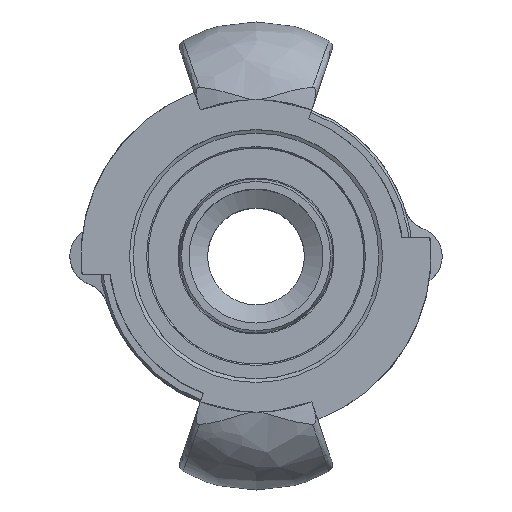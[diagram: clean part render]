
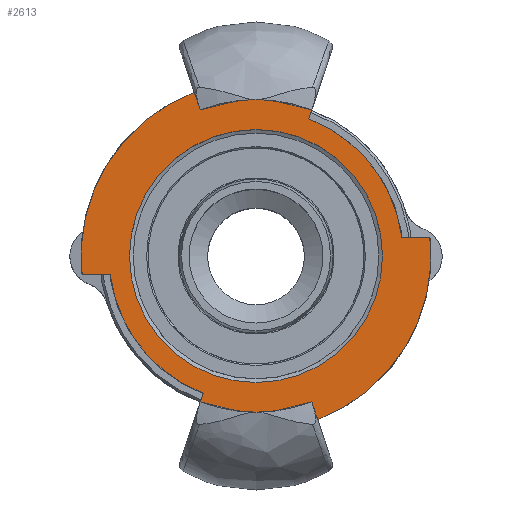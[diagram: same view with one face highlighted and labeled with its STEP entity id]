
A CAD part, top view. The second image highlights one B-rep face of the part: STEP entity #2613.
In plain terms, the highlighted planar face has unit normal (0, 0, 1).
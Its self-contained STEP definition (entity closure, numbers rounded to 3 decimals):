
#211=LINE('',#4939,#334);
#212=LINE('',#4943,#335);
#213=LINE('',#4946,#336);
#214=LINE('',#4948,#337);
#215=LINE('',#4952,#338);
#216=LINE('',#4955,#339);
#334=VECTOR('',#3586,10.);
#335=VECTOR('',#3589,10.);
#336=VECTOR('',#3592,10.);
#337=VECTOR('',#3593,10.);
#338=VECTOR('',#3596,10.);
#339=VECTOR('',#3599,10.);
#453=FACE_BOUND('',#713,.T.);
#556=FACE_OUTER_BOUND('',#712,.T.);
#712=EDGE_LOOP('',(#2150,#2151,#2152,#2153,#2154,#2155,#2156,#2157,#2158,
#2159,#2160,#2161));
#713=EDGE_LOOP('',(#2162,#2163));
#890=CIRCLE('',#2904,17.);
#891=CIRCLE('',#2905,17.);
#902=CIRCLE('',#2920,19.75);
#905=CIRCLE('',#2924,19.75);
#908=CIRCLE('',#2929,25.5);
#909=CIRCLE('',#2930,23.497);
#910=CIRCLE('',#2931,25.5);
#911=CIRCLE('',#2932,23.5);
#1107=VERTEX_POINT('',#4480);
#1108=VERTEX_POINT('',#4481);
#1133=VERTEX_POINT('',#4823);
#1134=VERTEX_POINT('',#4825);
#1140=VERTEX_POINT('',#4873);
#1141=VERTEX_POINT('',#4875);
#1148=VERTEX_POINT('',#4938);
#1149=VERTEX_POINT('',#4940);
#1150=VERTEX_POINT('',#4942);
#1151=VERTEX_POINT('',#4944);
#1152=VERTEX_POINT('',#4947);
#1153=VERTEX_POINT('',#4949);
#1154=VERTEX_POINT('',#4951);
#1155=VERTEX_POINT('',#4953);
#1446=EDGE_CURVE('',#1107,#1108,#890,.T.);
#1447=EDGE_CURVE('',#1108,#1107,#891,.T.);
#1479=EDGE_CURVE('',#1133,#1134,#902,.T.);
#1487=EDGE_CURVE('',#1140,#1141,#905,.T.);
#1495=EDGE_CURVE('',#1148,#1140,#211,.T.);
#1496=EDGE_CURVE('',#1149,#1148,#908,.T.);
#1497=EDGE_CURVE('',#1150,#1149,#212,.T.);
#1498=EDGE_CURVE('',#1150,#1151,#909,.T.);
#1499=EDGE_CURVE('',#1151,#1134,#213,.T.);
#1500=EDGE_CURVE('',#1152,#1133,#214,.T.);
#1501=EDGE_CURVE('',#1153,#1152,#910,.T.);
#1502=EDGE_CURVE('',#1154,#1153,#215,.T.);
#1503=EDGE_CURVE('',#1154,#1155,#911,.T.);
#1504=EDGE_CURVE('',#1155,#1141,#216,.T.);
#2150=ORIENTED_EDGE('',*,*,#1495,.F.);
#2151=ORIENTED_EDGE('',*,*,#1496,.F.);
#2152=ORIENTED_EDGE('',*,*,#1497,.F.);
#2153=ORIENTED_EDGE('',*,*,#1498,.T.);
#2154=ORIENTED_EDGE('',*,*,#1499,.T.);
#2155=ORIENTED_EDGE('',*,*,#1479,.F.);
#2156=ORIENTED_EDGE('',*,*,#1500,.F.);
#2157=ORIENTED_EDGE('',*,*,#1501,.F.);
#2158=ORIENTED_EDGE('',*,*,#1502,.F.);
#2159=ORIENTED_EDGE('',*,*,#1503,.T.);
#2160=ORIENTED_EDGE('',*,*,#1504,.T.);
#2161=ORIENTED_EDGE('',*,*,#1487,.F.);
#2162=ORIENTED_EDGE('',*,*,#1446,.T.);
#2163=ORIENTED_EDGE('',*,*,#1447,.T.);
#2358=PLANE('',#2928);
#2613=ADVANCED_FACE('',(#556,#453),#2358,.F.);
#2904=AXIS2_PLACEMENT_3D('',#4482,#3527,#3528);
#2905=AXIS2_PLACEMENT_3D('',#4483,#3529,#3530);
#2920=AXIS2_PLACEMENT_3D('',#4826,#3563,#3564);
#2924=AXIS2_PLACEMENT_3D('',#4876,#3574,#3575);
#2928=AXIS2_PLACEMENT_3D('',#4937,#3584,#3585);
#2929=AXIS2_PLACEMENT_3D('',#4941,#3587,#3588);
#2930=AXIS2_PLACEMENT_3D('',#4945,#3590,#3591);
#2931=AXIS2_PLACEMENT_3D('',#4950,#3594,#3595);
#2932=AXIS2_PLACEMENT_3D('',#4954,#3597,#3598);
#3527=DIRECTION('center_axis',(0.,0.,
-1.));
#3528=DIRECTION('ref_axis',(0.,-1.,0.));
#3529=DIRECTION('center_axis',(0.,0.,
-1.));
#3530=DIRECTION('ref_axis',(0.,-1.,0.));
#3563=DIRECTION('center_axis',(0.,0.,
-1.));
#3564=DIRECTION('ref_axis',(0.,1.,0.));
#3574=DIRECTION('center_axis',(0.,0.,
-1.));
#3575=DIRECTION('ref_axis',(0.,1.,0.));
#3584=DIRECTION('center_axis',(0.,0.,
-1.));
#3585=DIRECTION('ref_axis',(0.,1.,0.));
#3586=DIRECTION('',(0.319,0.948,0.));
#3587=DIRECTION('center_axis',(0.,0.,
-1.));
#3588=DIRECTION('ref_axis',(-1.,0.,0.));
#3589=DIRECTION('',(0.319,-0.948,0.));
#3590=DIRECTION('center_axis',(0.,0.,
1.));
#3591=DIRECTION('ref_axis',(0.353,-0.936,0.));
#3592=DIRECTION('',(-1.,0.,0.));
#3593=DIRECTION('',(-0.319,-0.948,0.));
#3594=DIRECTION('center_axis',(0.,0.,
-1.));
#3595=DIRECTION('ref_axis',(-1.,0.,0.));
#3596=DIRECTION('',(-0.319,0.948,0.));
#3597=DIRECTION('center_axis',(0.,0.,
1.));
#3598=DIRECTION('ref_axis',(-0.353,0.936,0.));
#3599=DIRECTION('',(1.,0.,0.));
#4480=CARTESIAN_POINT('',(0.,-17.,60.1));
#4481=CARTESIAN_POINT('',(0.,17.,60.1));
#4482=CARTESIAN_POINT('Origin',(0.,0.,
60.1));
#4483=CARTESIAN_POINT('Origin',(0.,0.,
60.1));
#4823=CARTESIAN_POINT('',(7.101,18.429,60.1));
#4825=CARTESIAN_POINT('',(19.591,2.5,60.1));
#4826=CARTESIAN_POINT('Origin',(0.,0.,
60.1));
#4873=CARTESIAN_POINT('',(-7.101,-18.429,60.1));
#4875=CARTESIAN_POINT('',(-19.591,-2.5,60.1));
#4876=CARTESIAN_POINT('Origin',(0.,0.,
60.1));
#4937=CARTESIAN_POINT('Origin',(-12.75,0.,60.1));
#4938=CARTESIAN_POINT('',(-8.937,-23.883,60.1));
#4939=CARTESIAN_POINT('',(-6.301,-16.054,60.1));
#4940=CARTESIAN_POINT('',(8.937,-23.883,60.1));
#4941=CARTESIAN_POINT('Origin',(0.,0.,
60.1));
#4942=CARTESIAN_POINT('',(8.298,-21.984,60.1));
#4943=CARTESIAN_POINT('',(3.302,-7.151,60.1));
#4944=CARTESIAN_POINT('',(23.364,2.5,60.1));
#4945=CARTESIAN_POINT('Origin',(0.,0.,
60.1));
#4946=CARTESIAN_POINT('',(0.,2.5,60.1));
#4947=CARTESIAN_POINT('',(8.937,23.883,60.1));
#4948=CARTESIAN_POINT('',(5.002,12.197,60.1));
#4949=CARTESIAN_POINT('',(-8.937,23.883,60.1));
#4950=CARTESIAN_POINT('Origin',(0.,0.,
60.1));
#4951=CARTESIAN_POINT('',(-8.299,21.986,60.1));
#4952=CARTESIAN_POINT('',(-4.601,11.008,60.1));
#4953=CARTESIAN_POINT('',(-23.367,-2.5,60.1));
#4954=CARTESIAN_POINT('Origin',(0.,0.,
60.1));
#4955=CARTESIAN_POINT('',(0.,-2.5,60.1));
